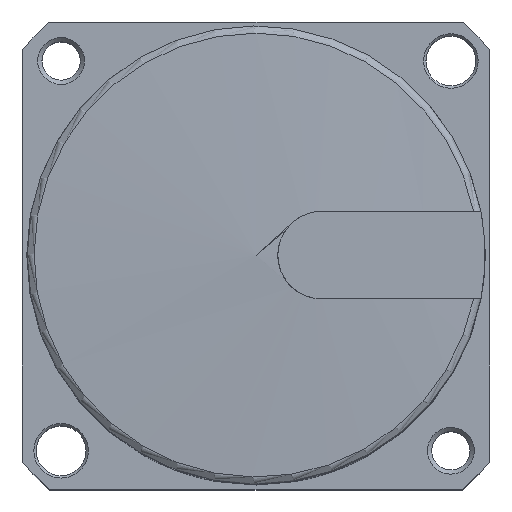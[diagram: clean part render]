
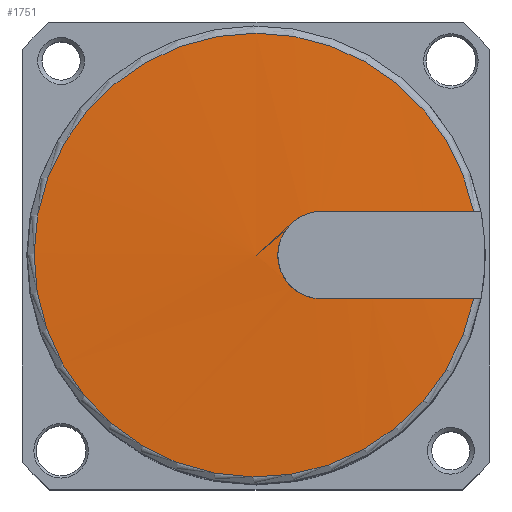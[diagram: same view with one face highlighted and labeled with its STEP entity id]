
A CAD part, top view. The second image highlights one B-rep face of the part: STEP entity #1751.
In plain terms, the highlighted spherical face has radius 200 mm.
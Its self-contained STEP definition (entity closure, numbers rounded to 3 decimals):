
#33=SPHERICAL_SURFACE('',#1968,200.);
#287=CIRCLE('',#1969,199.98);
#288=CIRCLE('',#1970,14.236);
#289=CIRCLE('',#1971,199.98);
#525=ORIENTED_EDGE('',*,*,#859,.T.);
#526=ORIENTED_EDGE('',*,*,#860,.T.);
#527=ORIENTED_EDGE('',*,*,#861,.F.);
#528=ORIENTED_EDGE('',*,*,#862,.T.);
#859=EDGE_CURVE('',#1048,#1049,#1147,.T.);
#860=EDGE_CURVE('',#1049,#1050,#287,.F.);
#861=EDGE_CURVE('',#1051,#1050,#288,.T.);
#862=EDGE_CURVE('',#1051,#1048,#289,.F.);
#1048=VERTEX_POINT('',#2969);
#1049=VERTEX_POINT('',#2970);
#1050=VERTEX_POINT('',#2972);
#1051=VERTEX_POINT('',#2974);
#1147=B_SPLINE_CURVE_WITH_KNOTS('',3,(#2962,#2963,#2964,#2965,#2966,#2967,
#2968),.UNSPECIFIED.,.F.,.F.,(4,1,1,1,4),(0.,0.002,
0.004,0.007,0.009),
 .UNSPECIFIED.);
#1258=EDGE_LOOP('',(#525,#526,#527,#528));
#1511=FACE_BOUND('',#1258,.T.);
#1751=ADVANCED_FACE('',(#1511),#33,.T.);
#1968=AXIS2_PLACEMENT_3D('',#2961,#2368,#2369);
#1969=AXIS2_PLACEMENT_3D('',#2971,#2370,#2371);
#1970=AXIS2_PLACEMENT_3D('',#2973,#2372,#2373);
#1971=AXIS2_PLACEMENT_3D('',#2975,#2374,#2375);
#2368=DIRECTION('',(1.,0.,0.));
#2369=DIRECTION('',(0.,1.,0.));
#2370=DIRECTION('',(0.,-1.,0.));
#2371=DIRECTION('',(0.,0.,-1.));
#2372=DIRECTION('',(1.,0.,0.));
#2373=DIRECTION('',(0.,0.,-1.));
#2374=DIRECTION('',(0.,1.,0.));
#2375=DIRECTION('',(0.,0.,1.));
#2961=CARTESIAN_POINT('',(161.8,0.,0.));
#2962=CARTESIAN_POINT('',(-38.136,-2.8,4.2));
#2963=CARTESIAN_POINT('',(-38.152,-2.8,3.46));
#2964=CARTESIAN_POINT('',(-38.182,-2.194,2.01));
#2965=CARTESIAN_POINT('',(-38.201,-0.003,1.096));
#2966=CARTESIAN_POINT('',(-38.182,2.193,2.008));
#2967=CARTESIAN_POINT('',(-38.152,2.8,3.46));
#2968=CARTESIAN_POINT('',(-38.136,2.8,4.2));
#2969=CARTESIAN_POINT('',(-38.136,-2.8,4.2));
#2970=CARTESIAN_POINT('',(-38.136,2.8,4.2));
#2971=CARTESIAN_POINT('',(161.8,2.8,0.));
#2972=CARTESIAN_POINT('',(-37.693,2.8,13.958));
#2973=CARTESIAN_POINT('',(-37.693,0.,0.));
#2974=CARTESIAN_POINT('',(-37.693,-2.8,13.958));
#2975=CARTESIAN_POINT('',(161.8,-2.8,0.));
